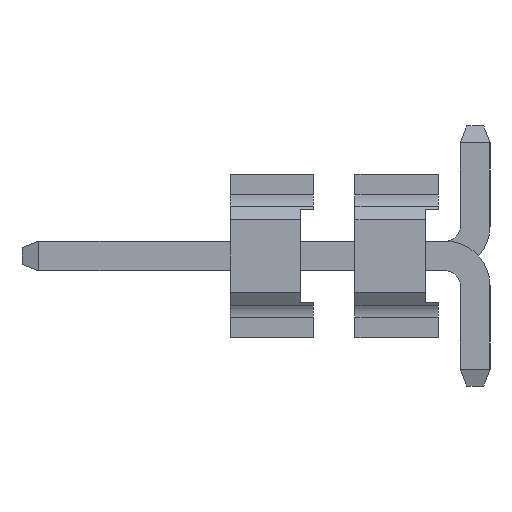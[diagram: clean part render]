
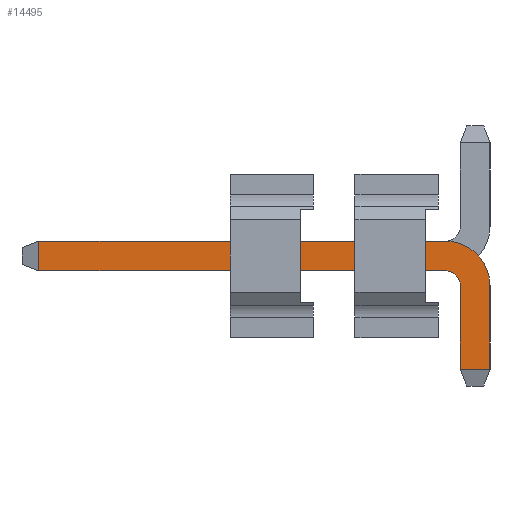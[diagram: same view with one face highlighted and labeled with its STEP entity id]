
A CAD part, left-side view. The second image highlights one B-rep face of the part: STEP entity #14495.
In plain terms, the highlighted planar face has unit normal (-1, 0, 0).
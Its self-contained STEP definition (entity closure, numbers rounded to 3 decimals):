
#14249=CARTESIAN_POINT('',(-0.57,15.35,-0.57));
#14250=VERTEX_POINT('',#14249);
#14273=CARTESIAN_POINT('',(-0.57,15.35,0.57));
#14274=VERTEX_POINT('',#14273);
#14275=CARTESIAN_POINT('',(-0.57,15.35,-0.57));
#14276=DIRECTION('',(0.,0.,1.));
#14277=VECTOR('',#14276,1.14);
#14278=LINE('',#14275,#14277);
#14279=EDGE_CURVE('',#14250,#14274,#14278,.T.);
#14320=CARTESIAN_POINT('',(-0.57,-0.28,0.57));
#14321=VERTEX_POINT('',#14320);
#14322=CARTESIAN_POINT('',(-0.57,15.35,0.57));
#14323=DIRECTION('',(0.,-1.,0.));
#14324=VECTOR('',#14323,15.63);
#14325=LINE('',#14322,#14324);
#14326=EDGE_CURVE('',#14274,#14321,#14325,.T.);
#14427=CARTESIAN_POINT('',(-0.57,-0.28,-0.57));
#14428=VERTEX_POINT('',#14427);
#14435=CARTESIAN_POINT('',(-0.57,-0.28,-0.57));
#14436=DIRECTION('',(0.,1.,0.));
#14437=VECTOR('',#14436,15.63);
#14438=LINE('',#14435,#14437);
#14439=EDGE_CURVE('',#14428,#14250,#14438,.T.);
#14445=CARTESIAN_POINT('',(-0.57,16.,0.57));
#14446=DIRECTION('',(0.,0.,-1.));
#14447=DIRECTION('',(-1.,-0.,-0.));
#14448=AXIS2_PLACEMENT_3D('',#14445,#14447,#14446);
#14449=PLANE('',#14448);
#14450=ORIENTED_EDGE('',*,*,#14439,.F.);
#14451=CARTESIAN_POINT('',(-0.57,-0.85,-1.14));
#14452=VERTEX_POINT('',#14451);
#14453=CARTESIAN_POINT('',(-0.57,-0.28,-1.14));
#14454=DIRECTION('',(0.,0.,1.));
#14455=DIRECTION('',(1.,0.,0.));
#14456=AXIS2_PLACEMENT_3D('',#14453,#14455,#14454);
#14457=CIRCLE('',#14456,0.57);
#14458=EDGE_CURVE('',#14428,#14452,#14457,.T.);
#14459=ORIENTED_EDGE('',*,*,#14458,.T.);
#14460=CARTESIAN_POINT('',(-0.57,-0.85,-4.35));
#14461=VERTEX_POINT('',#14460);
#14462=CARTESIAN_POINT('',(-0.57,-0.85,-1.14));
#14463=DIRECTION('',(0.,0.,-1.));
#14464=VECTOR('',#14463,3.21);
#14465=LINE('',#14462,#14464);
#14466=EDGE_CURVE('',#14452,#14461,#14465,.T.);
#14467=ORIENTED_EDGE('',*,*,#14466,.T.);
#14468=CARTESIAN_POINT('',(-0.57,-1.99,-4.35));
#14469=VERTEX_POINT('',#14468);
#14470=CARTESIAN_POINT('',(-0.57,-0.85,-4.35));
#14471=DIRECTION('',(0.,-1.,0.));
#14472=VECTOR('',#14471,1.14);
#14473=LINE('',#14470,#14472);
#14474=EDGE_CURVE('',#14461,#14469,#14473,.T.);
#14475=ORIENTED_EDGE('',*,*,#14474,.T.);
#14476=CARTESIAN_POINT('',(-0.57,-1.99,-1.14));
#14477=VERTEX_POINT('',#14476);
#14478=CARTESIAN_POINT('',(-0.57,-1.99,-4.35));
#14479=DIRECTION('',(0.,0.,1.));
#14480=VECTOR('',#14479,3.21);
#14481=LINE('',#14478,#14480);
#14482=EDGE_CURVE('',#14469,#14477,#14481,.T.);
#14483=ORIENTED_EDGE('',*,*,#14482,.T.);
#14484=CARTESIAN_POINT('',(-0.57,-0.28,-1.14));
#14485=DIRECTION('',(0.,-1.,0.));
#14486=DIRECTION('',(-1.,0.,0.));
#14487=AXIS2_PLACEMENT_3D('',#14484,#14486,#14485);
#14488=CIRCLE('',#14487,1.71);
#14489=EDGE_CURVE('',#14477,#14321,#14488,.T.);
#14490=ORIENTED_EDGE('',*,*,#14489,.T.);
#14491=ORIENTED_EDGE('',*,*,#14326,.F.);
#14492=ORIENTED_EDGE('',*,*,#14279,.F.);
#14493=EDGE_LOOP('',(#14450,#14459,#14467,#14475,#14483,#14490,#14491,#14492));
#14494=FACE_OUTER_BOUND('',#14493,.T.);
#14495=ADVANCED_FACE('',(#14494),#14449,.T.);
